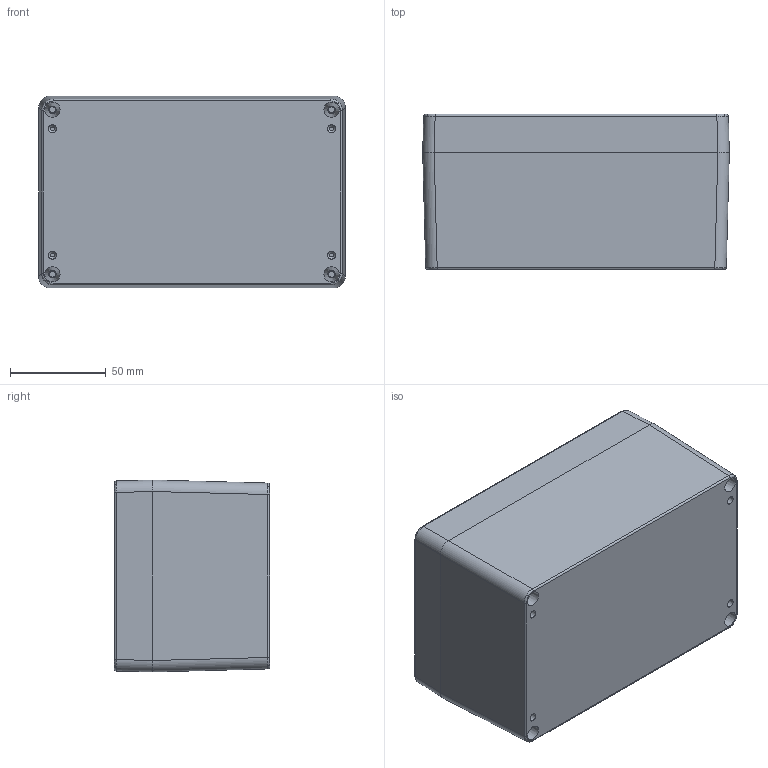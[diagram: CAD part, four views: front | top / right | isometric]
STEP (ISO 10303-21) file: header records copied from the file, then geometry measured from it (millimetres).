
FILE_DESCRIPTION (( 'STEP AP214' ), '1' );
FILE_NAME ('1550Z117.STEP', '2020-11-05T20:38:43', ( '' ), ( '' ), 'SwSTEP 2.0', 'SolidWorks 2019', '' );
FILE_SCHEMA (( 'AUTOMOTIVE_DESIGN' ));
Length unit declared in the file: inch
Products named in the file (1): 1550Z117
Bounding box: 160.4 x 81.2 x 100.4 mm (x, y, z)
Volume: 296060.8 mm3; surface area: 157922.4 mm2
Topology: 7 solids, 7 shells, 1289 faces, 3270 edges, 2054 vertices
Faces by surface type: bspline 424, plane 357, cone 268, cylinder 240
Full cylindrical faces by diameter (mm): 3.3 x4, 3.9 x60, 7.6 x4
Entity records: 71394 total; most frequent: CARTESIAN_POINT 28719, ORIENTED_EDGE 5604, DIRECTION 4387, EDGE_CURVE 2802, VERTEX_POINT 1850, AXIS2_PLACEMENT_3D 1642, EDGE_LOOP 1638, FACE_OUTER_BOUND 1361
